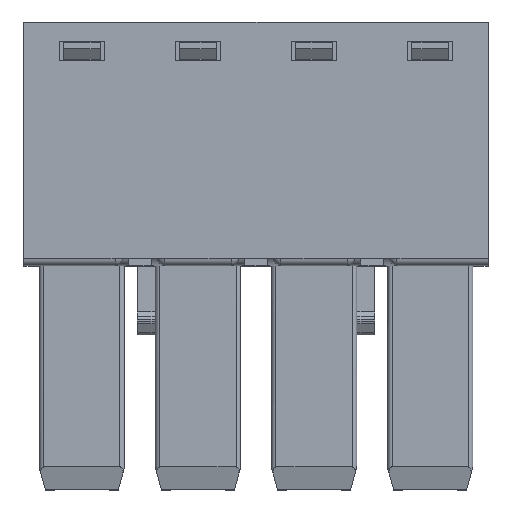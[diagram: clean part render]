
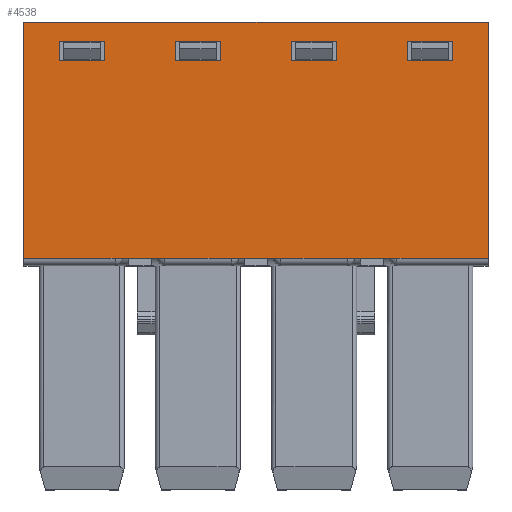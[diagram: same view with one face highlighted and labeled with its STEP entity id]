
A CAD part, top view. The second image highlights one B-rep face of the part: STEP entity #4538.
In plain terms, the highlighted planar face has unit normal (0, 0, 1).
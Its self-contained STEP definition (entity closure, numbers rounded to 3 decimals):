
#1620=CARTESIAN_POINT('',(17.415,0.5,0.));
#1621=VERTEX_POINT('',#1620);
#1629=CARTESIAN_POINT('',(13.065,0.5,0.));
#1630=VERTEX_POINT('',#1629);
#1631=CARTESIAN_POINT('',(17.415,0.5,0.));
#1632=DIRECTION('',(-1.,0.,0.));
#1633=VECTOR('',#1632,4.35);
#1634=LINE('',#1631,#1633);
#1635=EDGE_CURVE('',#1621,#1630,#1634,.T.);
#1782=CARTESIAN_POINT('',(9.795,0.5,0.));
#1783=VERTEX_POINT('',#1782);
#1791=CARTESIAN_POINT('',(5.445,0.5,0.));
#1792=VERTEX_POINT('',#1791);
#1793=CARTESIAN_POINT('',(9.795,0.5,0.));
#1794=DIRECTION('',(-1.,0.,0.));
#1795=VECTOR('',#1794,4.35);
#1796=LINE('',#1793,#1795);
#1797=EDGE_CURVE('',#1783,#1792,#1796,.T.);
#1943=CARTESIAN_POINT('',(2.175,0.5,0.));
#1944=VERTEX_POINT('',#1943);
#1945=CARTESIAN_POINT('',(-3.81,0.5,0.));
#1946=VERTEX_POINT('',#1945);
#1947=CARTESIAN_POINT('',(2.175,0.5,0.));
#1948=DIRECTION('',(-1.,0.,0.));
#1949=VECTOR('',#1948,5.985);
#1950=LINE('',#1947,#1949);
#1951=EDGE_CURVE('',#1944,#1946,#1950,.T.);
#1987=CARTESIAN_POINT('',(-3.81,16.,0.));
#1988=VERTEX_POINT('',#1987);
#1989=CARTESIAN_POINT('',(-3.81,0.5,0.));
#1990=DIRECTION('',(0.,1.,0.));
#1991=VECTOR('',#1990,15.5);
#1992=LINE('',#1989,#1991);
#1993=EDGE_CURVE('',#1946,#1988,#1992,.T.);
#4349=CARTESIAN_POINT('',(11.307,8.3,0.));
#4350=DIRECTION('',(0.,-1.,0.));
#4351=DIRECTION('',(-0.,0.,1.));
#4352=AXIS2_PLACEMENT_3D('',#4349,#4351,#4350);
#4353=PLANE('',#4352);
#4354=ORIENTED_EDGE('',*,*,#1635,.F.);
#4355=CARTESIAN_POINT('',(20.685,0.5,0.));
#4356=VERTEX_POINT('',#4355);
#4357=CARTESIAN_POINT('',(17.415,0.5,0.));
#4358=DIRECTION('',(1.,0.,0.));
#4359=VECTOR('',#4358,3.27);
#4360=LINE('',#4357,#4359);
#4361=EDGE_CURVE('',#1621,#4356,#4360,.T.);
#4362=ORIENTED_EDGE('E418',*,*,#4361,.T.);
#4363=CARTESIAN_POINT('',(26.67,0.5,0.));
#4364=VERTEX_POINT('',#4363);
#4365=CARTESIAN_POINT('',(20.685,0.5,0.));
#4366=DIRECTION('',(1.,0.,0.));
#4367=VECTOR('',#4366,5.985);
#4368=LINE('',#4365,#4367);
#4369=EDGE_CURVE('',#4356,#4364,#4368,.T.);
#4370=ORIENTED_EDGE('E419',*,*,#4369,.T.);
#4371=CARTESIAN_POINT('',(26.67,16.,0.));
#4372=VERTEX_POINT('',#4371);
#4373=CARTESIAN_POINT('',(26.67,0.5,0.));
#4374=DIRECTION('',(0.,1.,0.));
#4375=VECTOR('',#4374,15.5);
#4376=LINE('',#4373,#4375);
#4377=EDGE_CURVE('',#4364,#4372,#4376,.T.);
#4378=ORIENTED_EDGE('E420',*,*,#4377,.T.);
#4379=CARTESIAN_POINT('',(26.67,16.,0.));
#4380=DIRECTION('',(-1.,0.,0.));
#4381=VECTOR('',#4380,30.48);
#4382=LINE('',#4379,#4381);
#4383=EDGE_CURVE('',#4372,#1988,#4382,.T.);
#4384=ORIENTED_EDGE('E421',*,*,#4383,.T.);
#4385=ORIENTED_EDGE('E421',*,*,#1993,.F.);
#4386=ORIENTED_EDGE('E421',*,*,#1951,.F.);
#4387=CARTESIAN_POINT('',(2.175,0.5,0.));
#4388=DIRECTION('',(1.,0.,0.));
#4389=VECTOR('',#4388,3.27);
#4390=LINE('',#4387,#4389);
#4391=EDGE_CURVE('',#1944,#1792,#4390,.T.);
#4392=ORIENTED_EDGE('E422',*,*,#4391,.T.);
#4393=ORIENTED_EDGE('E422',*,*,#1797,.F.);
#4394=CARTESIAN_POINT('',(9.795,0.5,0.));
#4395=DIRECTION('',(1.,0.,0.));
#4396=VECTOR('',#4395,3.27);
#4397=LINE('',#4394,#4396);
#4398=EDGE_CURVE('',#1783,#1630,#4397,.T.);
#4399=ORIENTED_EDGE('E423',*,*,#4398,.T.);
#4400=EDGE_LOOP('',(#4354,#4362,#4370,#4378,#4384,#4385,#4386,#4392,#4393,#4399));
#4401=FACE_OUTER_BOUND('',#4400,.T.);
#4402=CARTESIAN_POINT('',(9.12,14.75,0.));
#4403=VERTEX_POINT('',#4402);
#4404=CARTESIAN_POINT('',(9.12,13.45,0.));
#4405=VERTEX_POINT('',#4404);
#4406=CARTESIAN_POINT('',(9.12,14.75,0.));
#4407=DIRECTION('',(0.,-1.,0.));
#4408=VECTOR('',#4407,1.3);
#4409=LINE('',#4406,#4408);
#4410=EDGE_CURVE('',#4403,#4405,#4409,.T.);
#4411=ORIENTED_EDGE('E424',*,*,#4410,.T.);
#4412=CARTESIAN_POINT('',(6.12,13.45,0.));
#4413=VERTEX_POINT('',#4412);
#4414=CARTESIAN_POINT('',(9.12,13.45,0.));
#4415=DIRECTION('',(-1.,0.,0.));
#4416=VECTOR('',#4415,3.);
#4417=LINE('',#4414,#4416);
#4418=EDGE_CURVE('',#4405,#4413,#4417,.T.);
#4419=ORIENTED_EDGE('E425',*,*,#4418,.T.);
#4420=CARTESIAN_POINT('',(6.12,14.75,0.));
#4421=VERTEX_POINT('',#4420);
#4422=CARTESIAN_POINT('',(6.12,13.45,0.));
#4423=DIRECTION('',(0.,1.,0.));
#4424=VECTOR('',#4423,1.3);
#4425=LINE('',#4422,#4424);
#4426=EDGE_CURVE('',#4413,#4421,#4425,.T.);
#4427=ORIENTED_EDGE('E426',*,*,#4426,.T.);
#4428=CARTESIAN_POINT('',(6.12,14.75,0.));
#4429=DIRECTION('',(1.,0.,0.));
#4430=VECTOR('',#4429,3.);
#4431=LINE('',#4428,#4430);
#4432=EDGE_CURVE('',#4421,#4403,#4431,.T.);
#4433=ORIENTED_EDGE('E427',*,*,#4432,.T.);
#4434=EDGE_LOOP('',(#4411,#4419,#4427,#4433));
#4435=FACE_BOUND('',#4434,.T.);
#4436=CARTESIAN_POINT('',(1.5,14.75,0.));
#4437=VERTEX_POINT('',#4436);
#4438=CARTESIAN_POINT('',(1.5,13.45,0.));
#4439=VERTEX_POINT('',#4438);
#4440=CARTESIAN_POINT('',(1.5,14.75,0.));
#4441=DIRECTION('',(0.,-1.,0.));
#4442=VECTOR('',#4441,1.3);
#4443=LINE('',#4440,#4442);
#4444=EDGE_CURVE('',#4437,#4439,#4443,.T.);
#4445=ORIENTED_EDGE('E428',*,*,#4444,.T.);
#4446=CARTESIAN_POINT('',(-1.5,13.45,0.));
#4447=VERTEX_POINT('',#4446);
#4448=CARTESIAN_POINT('',(1.5,13.45,0.));
#4449=DIRECTION('',(-1.,0.,0.));
#4450=VECTOR('',#4449,3.);
#4451=LINE('',#4448,#4450);
#4452=EDGE_CURVE('',#4439,#4447,#4451,.T.);
#4453=ORIENTED_EDGE('E429',*,*,#4452,.T.);
#4454=CARTESIAN_POINT('',(-1.5,14.75,0.));
#4455=VERTEX_POINT('',#4454);
#4456=CARTESIAN_POINT('',(-1.5,13.45,0.));
#4457=DIRECTION('',(0.,1.,0.));
#4458=VECTOR('',#4457,1.3);
#4459=LINE('',#4456,#4458);
#4460=EDGE_CURVE('',#4447,#4455,#4459,.T.);
#4461=ORIENTED_EDGE('E430',*,*,#4460,.T.);
#4462=CARTESIAN_POINT('',(-1.5,14.75,0.));
#4463=DIRECTION('',(1.,0.,0.));
#4464=VECTOR('',#4463,3.);
#4465=LINE('',#4462,#4464);
#4466=EDGE_CURVE('',#4455,#4437,#4465,.T.);
#4467=ORIENTED_EDGE('E431',*,*,#4466,.T.);
#4468=EDGE_LOOP('',(#4445,#4453,#4461,#4467));
#4469=FACE_BOUND('',#4468,.T.);
#4470=CARTESIAN_POINT('',(24.36,14.75,0.));
#4471=VERTEX_POINT('',#4470);
#4472=CARTESIAN_POINT('',(24.36,13.45,0.));
#4473=VERTEX_POINT('',#4472);
#4474=CARTESIAN_POINT('',(24.36,14.75,0.));
#4475=DIRECTION('',(0.,-1.,0.));
#4476=VECTOR('',#4475,1.3);
#4477=LINE('',#4474,#4476);
#4478=EDGE_CURVE('',#4471,#4473,#4477,.T.);
#4479=ORIENTED_EDGE('E432',*,*,#4478,.T.);
#4480=CARTESIAN_POINT('',(21.36,13.45,0.));
#4481=VERTEX_POINT('',#4480);
#4482=CARTESIAN_POINT('',(24.36,13.45,0.));
#4483=DIRECTION('',(-1.,0.,0.));
#4484=VECTOR('',#4483,3.);
#4485=LINE('',#4482,#4484);
#4486=EDGE_CURVE('',#4473,#4481,#4485,.T.);
#4487=ORIENTED_EDGE('E433',*,*,#4486,.T.);
#4488=CARTESIAN_POINT('',(21.36,14.75,0.));
#4489=VERTEX_POINT('',#4488);
#4490=CARTESIAN_POINT('',(21.36,13.45,0.));
#4491=DIRECTION('',(0.,1.,0.));
#4492=VECTOR('',#4491,1.3);
#4493=LINE('',#4490,#4492);
#4494=EDGE_CURVE('',#4481,#4489,#4493,.T.);
#4495=ORIENTED_EDGE('E434',*,*,#4494,.T.);
#4496=CARTESIAN_POINT('',(21.36,14.75,0.));
#4497=DIRECTION('',(1.,0.,0.));
#4498=VECTOR('',#4497,3.);
#4499=LINE('',#4496,#4498);
#4500=EDGE_CURVE('',#4489,#4471,#4499,.T.);
#4501=ORIENTED_EDGE('E435',*,*,#4500,.T.);
#4502=EDGE_LOOP('',(#4479,#4487,#4495,#4501));
#4503=FACE_BOUND('',#4502,.T.);
#4504=CARTESIAN_POINT('',(13.74,14.75,0.));
#4505=VERTEX_POINT('',#4504);
#4506=CARTESIAN_POINT('',(16.74,14.75,0.));
#4507=VERTEX_POINT('',#4506);
#4508=CARTESIAN_POINT('',(13.74,14.75,0.));
#4509=DIRECTION('',(1.,0.,0.));
#4510=VECTOR('',#4509,3.);
#4511=LINE('',#4508,#4510);
#4512=EDGE_CURVE('',#4505,#4507,#4511,.T.);
#4513=ORIENTED_EDGE('E436',*,*,#4512,.T.);
#4514=CARTESIAN_POINT('',(16.74,13.45,0.));
#4515=VERTEX_POINT('',#4514);
#4516=CARTESIAN_POINT('',(16.74,14.75,0.));
#4517=DIRECTION('',(0.,-1.,0.));
#4518=VECTOR('',#4517,1.3);
#4519=LINE('',#4516,#4518);
#4520=EDGE_CURVE('',#4507,#4515,#4519,.T.);
#4521=ORIENTED_EDGE('E437',*,*,#4520,.T.);
#4522=CARTESIAN_POINT('',(13.74,13.45,0.));
#4523=VERTEX_POINT('',#4522);
#4524=CARTESIAN_POINT('',(16.74,13.45,0.));
#4525=DIRECTION('',(-1.,0.,0.));
#4526=VECTOR('',#4525,3.);
#4527=LINE('',#4524,#4526);
#4528=EDGE_CURVE('',#4515,#4523,#4527,.T.);
#4529=ORIENTED_EDGE('E438',*,*,#4528,.T.);
#4530=CARTESIAN_POINT('',(13.74,13.45,0.));
#4531=DIRECTION('',(0.,1.,0.));
#4532=VECTOR('',#4531,1.3);
#4533=LINE('',#4530,#4532);
#4534=EDGE_CURVE('',#4523,#4505,#4533,.T.);
#4535=ORIENTED_EDGE('E439',*,*,#4534,.T.);
#4536=EDGE_LOOP('',(#4513,#4521,#4529,#4535));
#4537=FACE_BOUND('',#4536,.T.);
#4538=ADVANCED_FACE('F97',(#4401,#4435,#4469,#4503,#4537),#4353,.T.);
